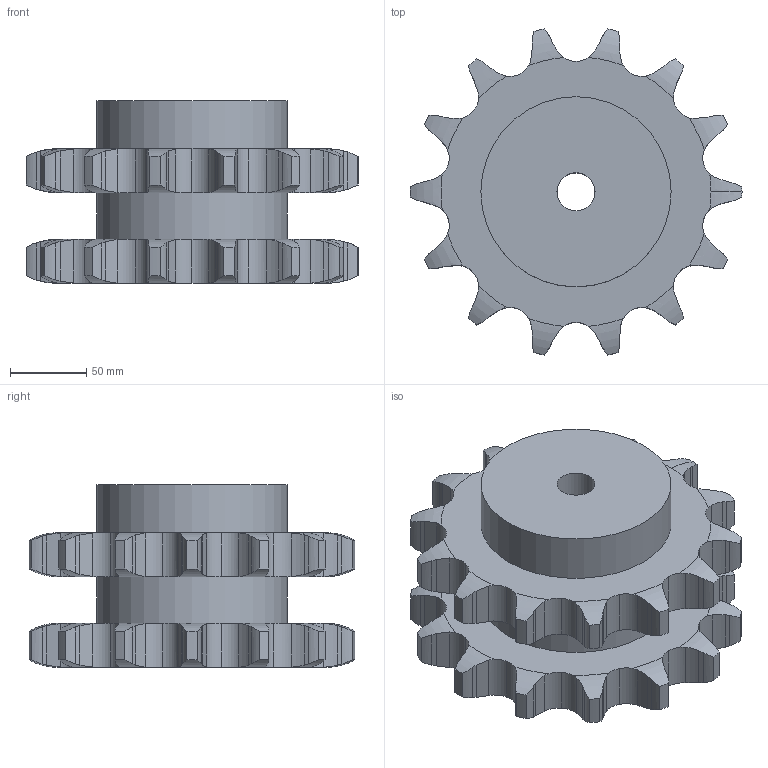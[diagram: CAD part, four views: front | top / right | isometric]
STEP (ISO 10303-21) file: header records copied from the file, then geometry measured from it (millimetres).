
FILE_DESCRIPTION(('FreeCAD Model'),'2;1');
FILE_NAME('Open CASCADE Shape Model','2021-09-04T19:01:42',('FreeCAD'),( 'FreeCAD'),'Open CASCADE STEP processor 7.4','FreeCAD','Unknown');
FILE_SCHEMA(('AUTOMOTIVE_DESIGN { 1 0 10303 214 1 1 1 1 }'));
Length unit declared in the file: millimetre
Products named in the file (1): Open CASCADE STEP translator 7.4 7
Bounding box: 218.19 x 214.16 x 120 mm (x, y, z)
Volume: 2321014.8 mm3; surface area: 172763.3 mm2
Topology: 1 solids, 1 shells, 323 faces, 948 edges, 631 vertices
Faces by surface type: cylinder 201, plane 62, torus 60
Full cylindrical faces by diameter (mm): 25 x1, 125 x2
Entity records: 29070 total; most frequent: CARTESIAN_POINT 12871, DIRECTION 2260, ORIENTED_EDGE 1896, PCURVE 1896, DEFINITIONAL_REPRESENTATION 1896, B_SPLINE_CURVE_WITH_KNOTS 1344, LINE 1077, VECTOR 1077
